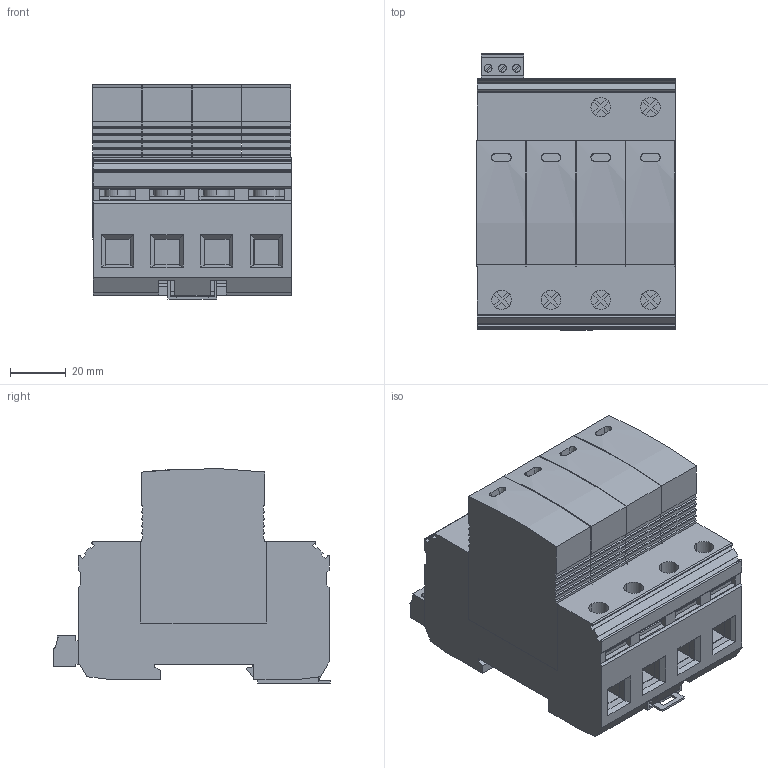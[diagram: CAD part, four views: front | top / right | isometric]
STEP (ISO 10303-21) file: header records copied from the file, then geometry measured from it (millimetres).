
FILE_DESCRIPTION(('Creo Elements/Direct Modeling STEP Export'),'2;1');
FILE_NAME('model.stp','2021-03-23T14:29:02',(''),(''),'Creo Elements/Direct Modeling STEP processor for AP214 (Solid Model)','Creo Elements/Direct Modeling 20.1D 10-Oct-2020 (C) Parametric Technology GmbH','');
FILE_SCHEMA(('AUTOMOTIVE_DESIGN { 1 0 10303 214 1 1 1 1 }'));
Length unit declared in the file: millimetre
Products named in the file (2): VAL_MS_T1_T2..._12.5_3_1_FM-select
Assembly tree (1 placements, depth 2):
  VAL_MS_T1_T2..._12.5_3_1_FM-select
    VAL_MS_T1_T2..._12.5_3_1_FM-select
Bounding box: 71.1 x 99.2 x 76.67 mm (x, y, z)
Volume: 361274.5 mm3; surface area: 60018 mm2
Topology: 1 solids, 1 shells, 618 faces, 1748 edges, 1160 vertices
Faces by surface type: plane 569, cylinder 41, extrusion 8
Entity records: 24580 total; most frequent: CARTESIAN_POINT 4003, ORIENTED_EDGE 3496, DIRECTION 2904, EDGE_CURVE 1748, VECTOR 1568, LINE 1560, VERTEX_POINT 1160, AXIS2_PLACEMENT_3D 668
